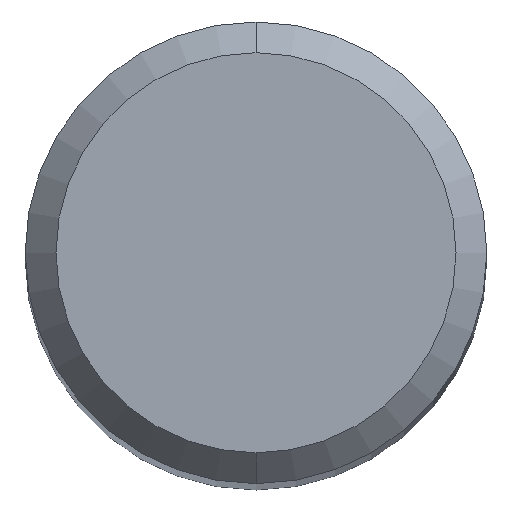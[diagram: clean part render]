
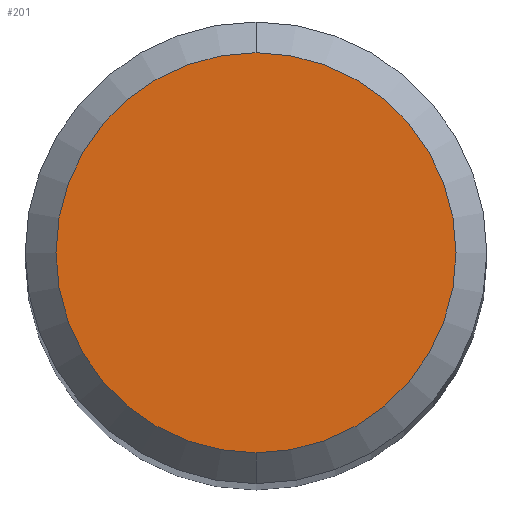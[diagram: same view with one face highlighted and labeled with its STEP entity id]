
A CAD part, top view. The second image highlights one B-rep face of the part: STEP entity #201.
In plain terms, the highlighted planar face has unit normal (0, 0, 1).
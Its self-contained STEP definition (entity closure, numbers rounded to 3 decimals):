
#201=ADVANCED_FACE('',(#511),#512,.T.);
#237=EDGE_CURVE('',#389,#303,#551,.T.);
#303=VERTEX_POINT('',#624);
#363=EDGE_CURVE('',#303,#389,#689,.T.);
#389=VERTEX_POINT('',#718);
#511=FACE_OUTER_BOUND('',#849,.T.);
#512=PLANE('',#850);
#551=CIRCLE('',#955,2.6);
#624=CARTESIAN_POINT('',(0.,-2.6,0.0));
#689=CIRCLE('',#1204,2.6);
#718=CARTESIAN_POINT('',(0.0,2.6,0.0));
#849=EDGE_LOOP('',(#1482,#1483));
#850=AXIS2_PLACEMENT_3D('',#1484,#1485,#1486);
#955=AXIS2_PLACEMENT_3D('',#1517,#1518,#1519);
#1204=AXIS2_PLACEMENT_3D('',#1675,#1676,#1677);
#1482=ORIENTED_EDGE('',*,*,#237,.F.);
#1483=ORIENTED_EDGE('',*,*,#363,.F.);
#1484=CARTESIAN_POINT('',(0.0,1.3,0.0));
#1485=DIRECTION('',(-0.0,0.0,1.0));
#1486=DIRECTION('',(0.0,-1.0,0.0));
#1517=CARTESIAN_POINT('',(0.0,0.0,0.0));
#1518=DIRECTION('',(0.0,0.0,-1.0));
#1519=DIRECTION('',(0.0,1.0,0.0));
#1675=CARTESIAN_POINT('',(0.0,0.0,0.0));
#1676=DIRECTION('',(0.0,0.0,-1.0));
#1677=DIRECTION('',(0.0,1.0,0.0));
